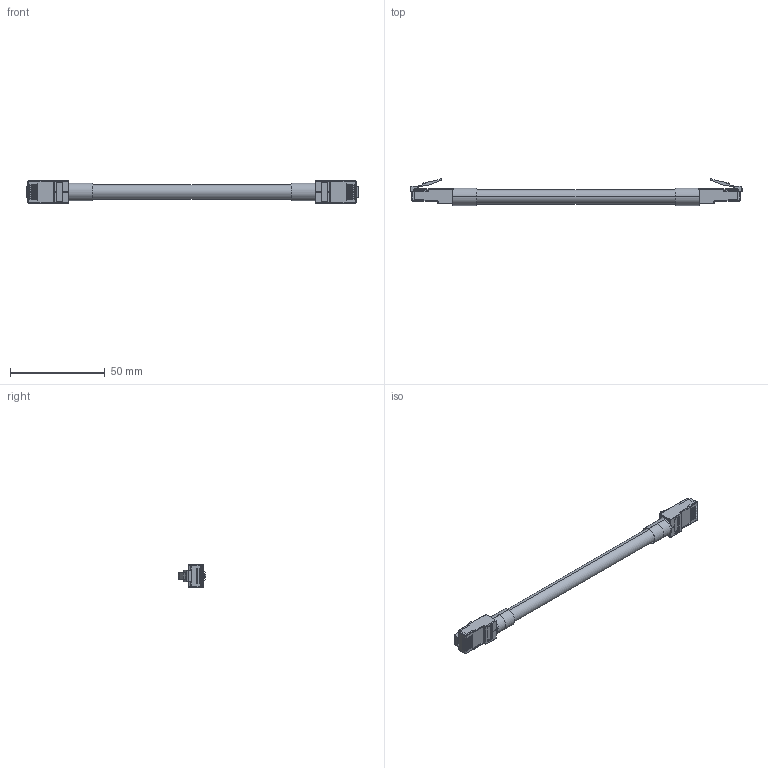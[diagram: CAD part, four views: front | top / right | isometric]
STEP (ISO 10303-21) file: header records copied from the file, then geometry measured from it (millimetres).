
FILE_DESCRIPTION (( 'STEP AP214' ), '1' );
FILE_NAME ('TRD824HFO-TEL.STEP', '2018-12-06T13:55:23', ( '' ), ( '' ), 'SwSTEP 2.0', 'SolidWorks 2017', '' );
FILE_SCHEMA (( 'AUTOMOTIVE_DESIGN' ));
Length unit declared in the file: inch
Products named in the file (6): 1AD02-018; 1AW01-002_.355" ID; 1AD02-018-MA1; TRD824HFO-TEL; 1AL03-103_LENGTH=130MM; 1AD02-018-MA2_crimped strain relief
Assembly tree (7 placements, depth 3):
  TRD824HFO-TEL
    1AL03-103_LENGTH=130MM
    1AD02-018  x2
      1AD02-018-MA2_crimped strain relief
      1AD02-018-MA1
    1AW01-002_.355" ID  x2
Bounding box: 175.21 x 14.35 x 11.68 mm (x, y, z)
Volume: 8434.2 mm3; surface area: 10898.2 mm2
Topology: 9 solids, 9 shells, 500 faces, 1352 edges, 864 vertices
Faces by surface type: plane 310, cylinder 154, torus 24, bspline 8, sphere 4
Entity records: 8136 total; most frequent: CARTESIAN_POINT 1462, ORIENTED_EDGE 1350, DIRECTION 1345, EDGE_CURVE 675, VECTOR 503, LINE 503, VERTEX_POINT 434, AXIS2_PLACEMENT_3D 421
